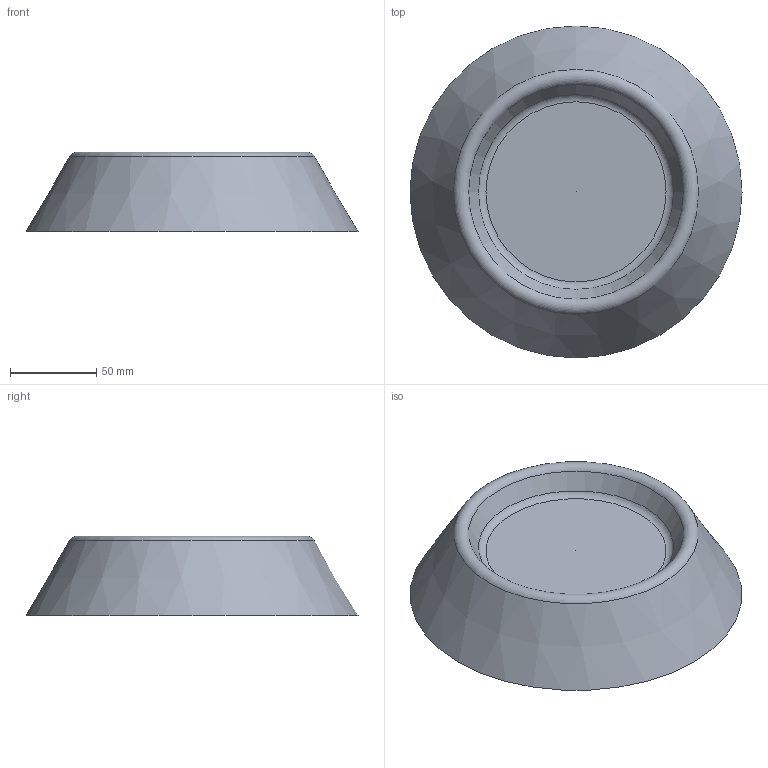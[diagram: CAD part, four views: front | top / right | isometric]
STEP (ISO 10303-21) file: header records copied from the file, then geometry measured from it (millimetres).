
FILE_DESCRIPTION(/* description */ (''),/* implementation_level */ '2;1');
FILE_NAME(/* name */ 'Plato v10.step',/* time_stamp */ '2024-11-08T10:09:53-03:00',/* author */ (''),/* organization */ (''),/* preprocessor_version */ 'ST-DEVELOPER v20',/* originating_system */ 'Autodesk Translation Framework v13.20.0.188',/* authorisation */ '');
FILE_SCHEMA (('AUTOMOTIVE_DESIGN { 1 0 10303 214 3 1 1 }'));
Length unit declared in the file: millimetre
Products named in the file (2): Plato; Sensor de peso
Assembly tree (1 placements, depth 2):
  Plato
    Sensor de peso
Bounding box: 192 x 192 x 45.98 mm (x, y, z)
Volume: 161440 mm3; surface area: 104654.7 mm2
Topology: 2 solids, 2 shells, 19 faces, 42 edges, 28 vertices
Faces by surface type: cylinder 5, plane 5, cone 5, torus 4
Full cylindrical faces by diameter (mm): 3.2 x3, 5 x1, 100 x1
Entity records: 615 total; most frequent: DIRECTION 116, CARTESIAN_POINT 91, ORIENTED_EDGE 82, AXIS2_PLACEMENT_3D 53, EDGE_CURVE 41, CIRCLE 31, EDGE_LOOP 29, VERTEX_POINT 28
